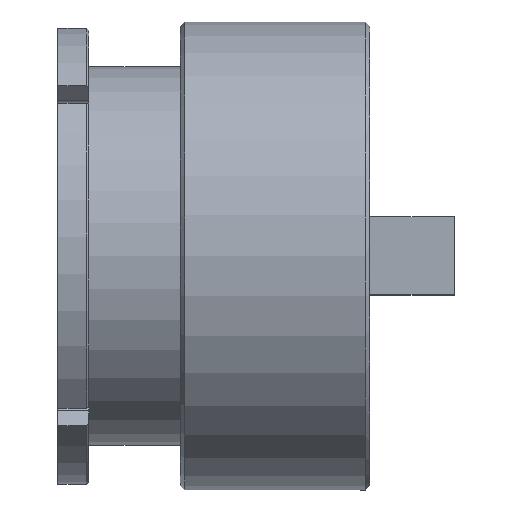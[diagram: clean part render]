
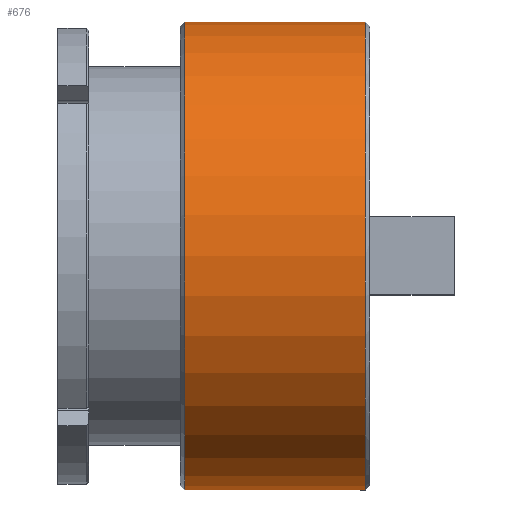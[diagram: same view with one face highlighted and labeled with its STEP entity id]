
A CAD part, top view. The second image highlights one B-rep face of the part: STEP entity #676.
In plain terms, the highlighted cylindrical face has radius 105 mm (diameter 210 mm), a partial arc.
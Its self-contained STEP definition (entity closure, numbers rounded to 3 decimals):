
#31 = ORIENTED_EDGE ( 'NONE', *, *, #339, .T. ) ;
#108 = EDGE_CURVE ( 'NONE', #493, #1034, #1804, .T. ) ;
#239 = CARTESIAN_POINT ( 'NONE',  ( 57., 105., 0. ) ) ;
#262 = CARTESIAN_POINT ( 'NONE',  ( 138., 0., 0. ) ) ;
#317 = CYLINDRICAL_SURFACE ( 'NONE', #415, 105. ) ;
#339 = EDGE_CURVE ( 'NONE', #1650, #1034, #1102, .T. ) ;
#382 = ORIENTED_EDGE ( 'NONE', *, *, #800, .F. ) ;
#415 = AXIS2_PLACEMENT_3D ( 'NONE', #1112, #1271, #1699 ) ;
#417 = DIRECTION ( 'NONE',  ( 0., -1., 0. ) ) ;
#420 = ORIENTED_EDGE ( 'NONE', *, *, #1482, .T. ) ;
#493 = VERTEX_POINT ( 'NONE', #1241 ) ;
#581 = LINE ( 'NONE', #608, #1265 ) ;
#608 = CARTESIAN_POINT ( 'NONE',  ( 0., -105., 0. ) ) ;
#676 = ADVANCED_FACE ( 'NONE', ( #1821 ), #317, .T. ) ;
#766 = VECTOR ( 'NONE', #1291, 1000. ) ;
#800 = EDGE_CURVE ( 'NONE', #1538, #493, #581, .T. ) ;
#1017 = CARTESIAN_POINT ( 'NONE',  ( 138., 105., 0. ) ) ;
#1034 = VERTEX_POINT ( 'NONE', #239 ) ;
#1057 = AXIS2_PLACEMENT_3D ( 'NONE', #262, #1304, #417 ) ;
#1078 = CIRCLE ( 'NONE', #1057, 105. ) ;
#1102 = LINE ( 'NONE', #1223, #766 ) ;
#1108 = CARTESIAN_POINT ( 'NONE',  ( 57., 0., 0. ) ) ;
#1112 = CARTESIAN_POINT ( 'NONE',  ( 0., 0., 0. ) ) ;
#1210 = EDGE_LOOP ( 'NONE', ( #420, #31, #1813, #382 ) ) ;
#1223 = CARTESIAN_POINT ( 'NONE',  ( 0., 105., 0. ) ) ;
#1241 = CARTESIAN_POINT ( 'NONE',  ( 57., -105., 0. ) ) ;
#1262 = AXIS2_PLACEMENT_3D ( 'NONE', #1108, #1690, #1842 ) ;
#1265 = VECTOR ( 'NONE', #1624, 1000. ) ;
#1271 = DIRECTION ( 'NONE',  ( -1., 0., 0. ) ) ;
#1291 = DIRECTION ( 'NONE',  ( -1., 0., 0. ) ) ;
#1304 = DIRECTION ( 'NONE',  ( -1., 0., 0. ) ) ;
#1482 = EDGE_CURVE ( 'NONE', #1538, #1650, #1078, .T. ) ;
#1538 = VERTEX_POINT ( 'NONE', #1900 ) ;
#1624 = DIRECTION ( 'NONE',  ( -1., 0., 0. ) ) ;
#1650 = VERTEX_POINT ( 'NONE', #1017 ) ;
#1690 = DIRECTION ( 'NONE',  ( -1., 0., 0. ) ) ;
#1699 = DIRECTION ( 'NONE',  ( 0., -1., 0. ) ) ;
#1804 = CIRCLE ( 'NONE', #1262, 105. ) ;
#1813 = ORIENTED_EDGE ( 'NONE', *, *, #108, .F. ) ;
#1821 = FACE_OUTER_BOUND ( 'NONE', #1210, .T. ) ;
#1842 = DIRECTION ( 'NONE',  ( 0., -1., 0. ) ) ;
#1900 = CARTESIAN_POINT ( 'NONE',  ( 138., -105., 0. ) ) ;
